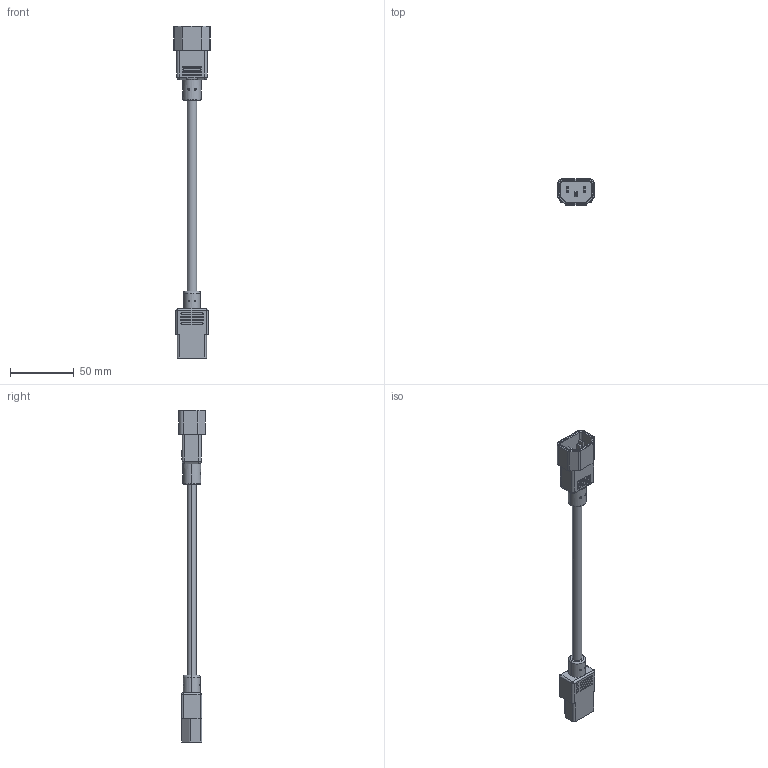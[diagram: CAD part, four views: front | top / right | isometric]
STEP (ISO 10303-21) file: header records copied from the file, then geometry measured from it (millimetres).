
FILE_DESCRIPTION (( 'STEP AP203' ), '1' );
FILE_NAME ('PCM1040.STEP', '2006-06-23T19:45:17', ( 'lcom' ), ( 'lcom' ), 'SwSTEP 2.0', 'SolidWorks 2006004', '' );
FILE_SCHEMA (( 'CONFIG_CONTROL_DESIGN' ));
Length unit declared in the file: inch
Products named in the file (4): HO5VVF3G1.0mm BLACK; PCM1040; EN60320-C13; EN60320 C14
Assembly tree (3 placements, depth 2):
  PCM1040
    EN60320 C14
    EN60320-C13
    HO5VVF3G1.0mm BLACK
Bounding box: 28.7 x 20.83 x 261.45 mm (x, y, z)
Volume: 37236.7 mm3; surface area: 17051.6 mm2
Topology: 3 solids, 3 shells, 270 faces, 656 edges, 410 vertices
Faces by surface type: plane 130, cylinder 118, torus 12, sphere 8, bspline 2
Entity records: 11182 total; most frequent: CARTESIAN_POINT 4346, DIRECTION 1376, ORIENTED_EDGE 1296, EDGE_CURVE 648, AXIS2_PLACEMENT_3D 492, VERTEX_POINT 410, VECTOR 392, LINE 392
